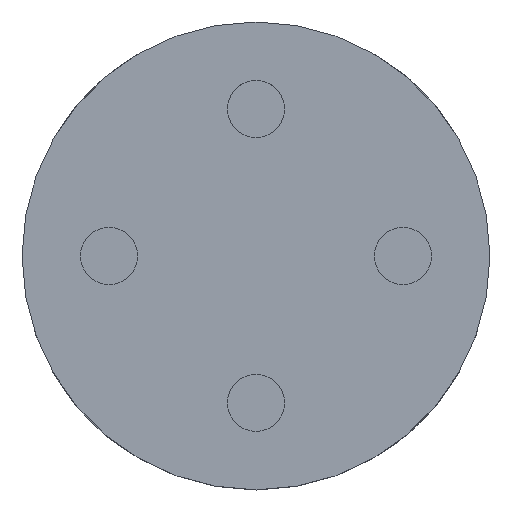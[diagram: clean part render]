
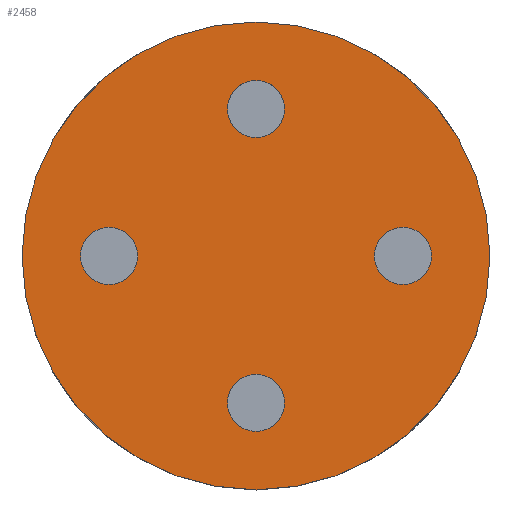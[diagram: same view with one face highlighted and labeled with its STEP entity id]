
A CAD part, top view. The second image highlights one B-rep face of the part: STEP entity #2458.
In plain terms, the highlighted planar face has unit normal (0, 0, 1).
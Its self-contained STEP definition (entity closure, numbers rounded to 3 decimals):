
#76=FACE_BOUND('',#556,.T.);
#77=FACE_BOUND('',#557,.T.);
#78=FACE_BOUND('',#558,.T.);
#79=FACE_BOUND('',#559,.T.);
#133=PLANE('',#2838);
#410=FACE_OUTER_BOUND('',#555,.T.);
#555=EDGE_LOOP('',(#2188));
#556=EDGE_LOOP('',(#2189));
#557=EDGE_LOOP('',(#2190));
#558=EDGE_LOOP('',(#2191));
#559=EDGE_LOOP('',(#2192));
#919=CIRCLE('',#2831,2.5);
#920=CIRCLE('',#2833,2.5);
#921=CIRCLE('',#2835,2.5);
#922=CIRCLE('',#2837,2.5);
#923=CIRCLE('',#2839,20.5);
#1181=VERTEX_POINT('',#5983);
#1182=VERTEX_POINT('',#5987);
#1183=VERTEX_POINT('',#5991);
#1184=VERTEX_POINT('',#5995);
#1185=VERTEX_POINT('',#5999);
#1528=EDGE_CURVE('',#1181,#1181,#919,.T.);
#1530=EDGE_CURVE('',#1182,#1182,#920,.T.);
#1532=EDGE_CURVE('',#1183,#1183,#921,.T.);
#1534=EDGE_CURVE('',#1184,#1184,#922,.T.);
#1536=EDGE_CURVE('',#1185,#1185,#923,.T.);
#2188=ORIENTED_EDGE('',*,*,#1536,.T.);
#2189=ORIENTED_EDGE('',*,*,#1534,.T.);
#2190=ORIENTED_EDGE('',*,*,#1532,.T.);
#2191=ORIENTED_EDGE('',*,*,#1530,.T.);
#2192=ORIENTED_EDGE('',*,*,#1528,.T.);
#2458=ADVANCED_FACE('',(#410,#76,#77,#78,#79),#133,.T.);
#2831=AXIS2_PLACEMENT_3D('',#5984,#3494,#3495);
#2833=AXIS2_PLACEMENT_3D('',#5988,#3499,#3500);
#2835=AXIS2_PLACEMENT_3D('',#5992,#3504,#3505);
#2837=AXIS2_PLACEMENT_3D('',#5996,#3509,#3510);
#2838=AXIS2_PLACEMENT_3D('',#5998,#3512,#3513);
#2839=AXIS2_PLACEMENT_3D('',#6000,#3514,#3515);
#3494=DIRECTION('center_axis',(0.,0.,-1.));
#3495=DIRECTION('ref_axis',(1.,0.,0.));
#3499=DIRECTION('center_axis',(0.,0.,-1.));
#3500=DIRECTION('ref_axis',(1.,0.,0.));
#3504=DIRECTION('center_axis',(0.,0.,-1.));
#3505=DIRECTION('ref_axis',(1.,0.,0.));
#3509=DIRECTION('center_axis',(0.,0.,-1.));
#3510=DIRECTION('ref_axis',(1.,0.,0.));
#3512=DIRECTION('center_axis',(0.,0.,1.));
#3513=DIRECTION('ref_axis',(1.,0.,0.));
#3514=DIRECTION('center_axis',(0.,0.,1.));
#3515=DIRECTION('ref_axis',(1.,0.,0.));
#5983=CARTESIAN_POINT('',(10.378,0.,22.));
#5984=CARTESIAN_POINT('Origin',(12.878,0.,22.));
#5987=CARTESIAN_POINT('',(-2.5,12.877,22.));
#5988=CARTESIAN_POINT('Origin',(0.,12.877,22.));
#5991=CARTESIAN_POINT('',(-15.378,0.,22.));
#5992=CARTESIAN_POINT('Origin',(-12.878,0.,
22.));
#5995=CARTESIAN_POINT('',(-2.5,-12.877,22.));
#5996=CARTESIAN_POINT('Origin',(0.,-12.877,22.));
#5998=CARTESIAN_POINT('Origin',(0.,0.,22.));
#5999=CARTESIAN_POINT('',(-20.5,0.,22.));
#6000=CARTESIAN_POINT('Origin',(0.,0.,22.));
